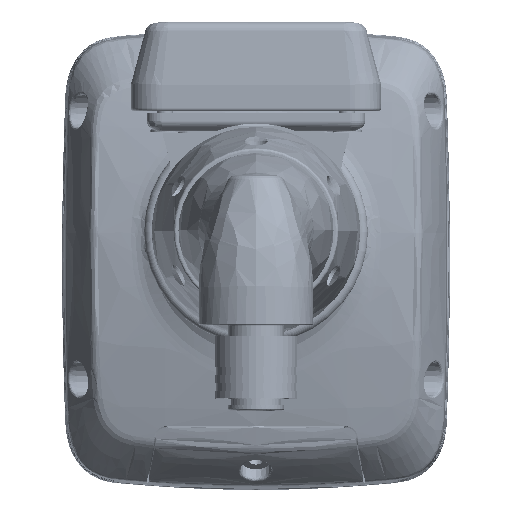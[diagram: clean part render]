
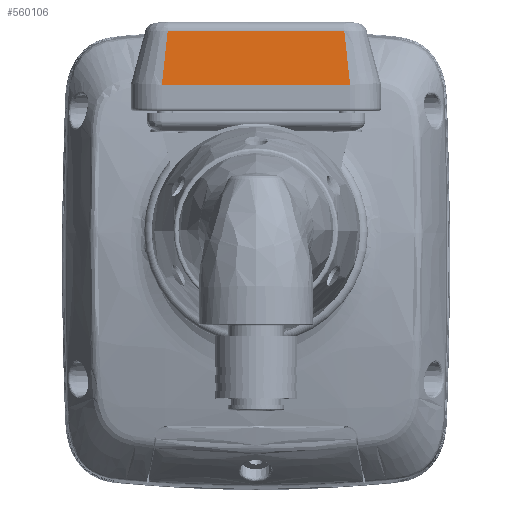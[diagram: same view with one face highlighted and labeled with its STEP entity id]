
A CAD part, top view. The second image highlights one B-rep face of the part: STEP entity #560106.
In plain terms, the highlighted planar face has unit normal (0, 0.087, 0.996).
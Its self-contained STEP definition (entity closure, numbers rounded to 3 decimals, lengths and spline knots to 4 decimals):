
#535009=DIRECTION('',(1.,0.,0.));
#535010=VECTOR('',#535009,1.4173);
#535011=CARTESIAN_POINT('',(-0.7087,1.1075,
0.5165));
#535012=LINE('',#535011,#535010);
#537025=CARTESIAN_POINT('',(0.668,1.5141,
0.4809));
#537027=DIRECTION('',(-1.,0.,0.));
#537028=VECTOR('',#537027,1.336);
#537029=CARTESIAN_POINT('',(0.668,1.5141,
0.4809));
#537030=LINE('',#537029,#537028);
#537031=DIRECTION('',(-0.108,0.99,-0.087));
#537032=VECTOR('',#537031,0.4102);
#537033=CARTESIAN_POINT('',(0.7125,1.1079,
0.5164));
#537034=LINE('',#537033,#537032);
#537035=CARTESIAN_POINT('',(0.7087,1.1075,
0.5165));
#537036=CARTESIAN_POINT('',(0.7099,1.1075,
0.5165));
#537037=CARTESIAN_POINT('',(0.7112,1.1076,
0.5164));
#537038=CARTESIAN_POINT('',(0.7125,1.1079,
0.5164));
#537040=CARTESIAN_POINT('',(-0.7125,1.1079,
0.5164));
#537041=CARTESIAN_POINT('',(-0.7112,1.1076,
0.5164));
#537042=CARTESIAN_POINT('',(-0.7099,1.1075,
0.5165));
#537043=CARTESIAN_POINT('',(-0.7087,1.1075,
0.5165));
#537045=DIRECTION('',(-0.108,-0.99,0.087));
#537046=VECTOR('',#537045,0.4102);
#537047=CARTESIAN_POINT('',(-0.668,1.5141,
0.4809));
#537048=LINE('',#537047,#537046);
#555392=VERTEX_POINT('',#537035);
#555393=VERTEX_POINT('',#537038);
#555398=VERTEX_POINT('',#537040);
#555399=VERTEX_POINT('',#537043);
#555472=VERTEX_POINT('',#537025);
#555474=CARTESIAN_POINT('',(-0.668,1.5141,
0.4809));
#555475=VERTEX_POINT('',#555474);
#560091=CARTESIAN_POINT('',(-0.8268,1.4749,
0.4843));
#560092=DIRECTION('',(0.,0.087,0.996));
#560093=DIRECTION('',(0.,-0.996,0.087));
#560094=AXIS2_PLACEMENT_3D('',#560091,#560092,#560093);
#560095=PLANE('',#560094);
#560097=ORIENTED_EDGE('',*,*,#560096,.F.);
#560098=ORIENTED_EDGE('',*,*,#560086,.F.);
#560099=ORIENTED_EDGE('',*,*,#559348,.F.);
#560100=ORIENTED_EDGE('',*,*,#559367,.F.);
#560101=ORIENTED_EDGE('',*,*,#559412,.F.);
#560103=ORIENTED_EDGE('',*,*,#560102,.F.);
#560104=EDGE_LOOP('',(#560097,#560098,#560099,#560100,#560101,#560103));
#560105=FACE_OUTER_BOUND('',#560104,.F.);
#560106=ADVANCED_FACE('',(#560105),#560095,.T.);
#537039=B_SPLINE_CURVE_WITH_KNOTS('',3,(#537035,#537036,#537037,#537038),
.UNSPECIFIED.,.F.,.F.,(4,4),(0.,1.),.UNSPECIFIED.);
#537044=B_SPLINE_CURVE_WITH_KNOTS('',3,(#537040,#537041,#537042,#537043),
.UNSPECIFIED.,.F.,.F.,(4,4),(0.,1.),.UNSPECIFIED.);
#559348=EDGE_CURVE('',#555392,#555393,#537039,.T.);
#559367=EDGE_CURVE('',#555399,#555392,#535012,.T.);
#559412=EDGE_CURVE('',#555398,#555399,#537044,.T.);
#560086=EDGE_CURVE('',#555393,#555472,#537034,.T.);
#560096=EDGE_CURVE('',#555472,#555475,#537030,.T.);
#560102=EDGE_CURVE('',#555475,#555398,#537048,.T.);
